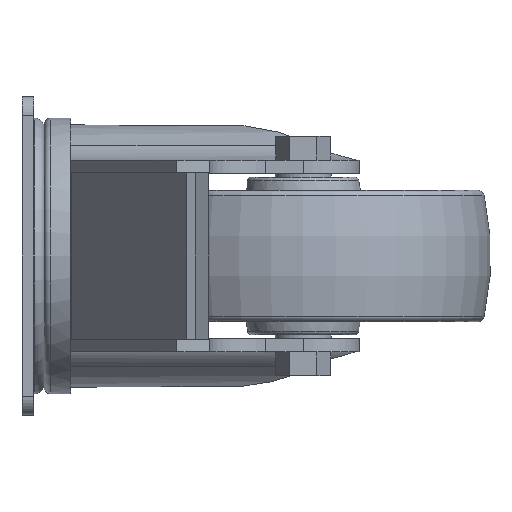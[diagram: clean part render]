
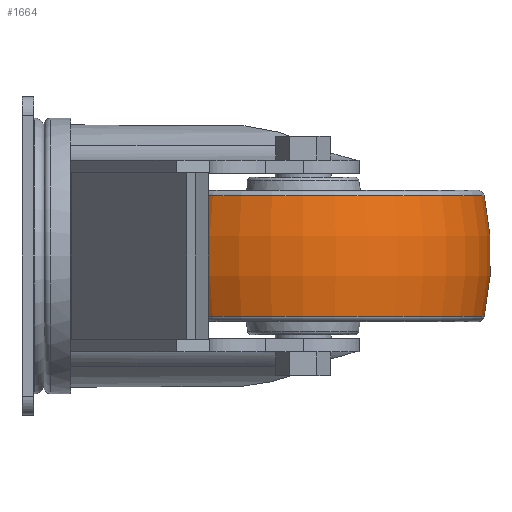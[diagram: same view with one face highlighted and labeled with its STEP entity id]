
A CAD part, left-side view. The second image highlights one B-rep face of the part: STEP entity #1664.
In plain terms, the highlighted toroidal (fillet/blend) face has major radius 25 mm and minor radius 75 mm.
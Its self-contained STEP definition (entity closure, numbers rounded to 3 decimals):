
#20=DEGENERATE_TOROIDAL_SURFACE('',#1842,25.,75.,
 .F.);
#139=CIRCLE('',#1841,48.246);
#140=CIRCLE('',#1843,48.246);
#529=ORIENTED_EDGE('',*,*,#799,.T.);
#530=ORIENTED_EDGE('',*,*,#798,.F.);
#798=EDGE_CURVE('',#968,#968,#139,.T.);
#799=EDGE_CURVE('',#969,#969,#140,.T.);
#968=VERTEX_POINT('',#2825);
#969=VERTEX_POINT('',#2828);
#1369=EDGE_LOOP('',(#529));
#1370=EDGE_LOOP('',(#530));
#1504=FACE_BOUND('',#1369,.T.);
#1505=FACE_BOUND('',#1370,.T.);
#1664=ADVANCED_FACE('',(#1504,#1505),#20,.F.);
#1841=AXIS2_PLACEMENT_3D('',#2824,#2281,#2282);
#1842=AXIS2_PLACEMENT_3D('',#2826,#2283,#2284);
#1843=AXIS2_PLACEMENT_3D('',#2827,#2285,#2286);
#2281=DIRECTION('',(0.,0.,-1.));
#2282=DIRECTION('',(-1.,0.,0.));
#2283=DIRECTION('',(0.,0.,-1.));
#2284=DIRECTION('',(-1.,0.,0.));
#2285=DIRECTION('',(0.,0.,-1.));
#2286=DIRECTION('',(-1.,0.,0.));
#2824=CARTESIAN_POINT('',(0.,0.,-16.126));
#2825=CARTESIAN_POINT('',(-48.246,0.,-16.126));
#2826=CARTESIAN_POINT('',(0.,0.,0.));
#2827=CARTESIAN_POINT('',(0.,0.,16.126));
#2828=CARTESIAN_POINT('',(-48.246,0.,16.126));
